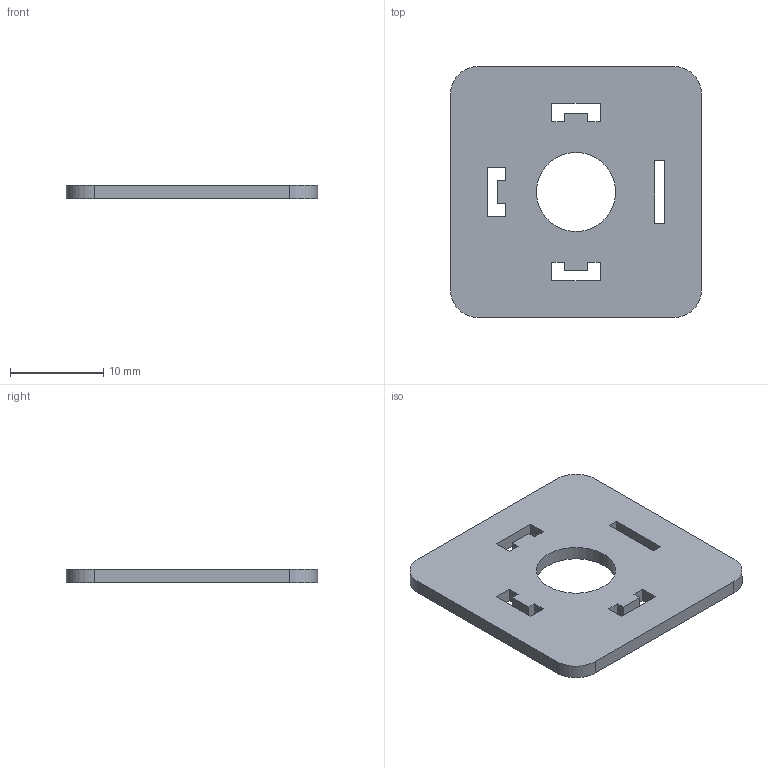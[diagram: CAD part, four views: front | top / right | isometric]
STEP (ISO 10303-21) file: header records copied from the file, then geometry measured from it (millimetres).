
FILE_DESCRIPTION(/* description */ (''),/* implementation_level */ '2;1');
FILE_NAME(/* name */ '16 8085 000 001_01-Dichtung.stp',/* time_stamp */ '2019-10-07T08:13:57+02:00',/* author */ (''),/* organization */ (''),/* preprocessor_version */ 'ST-DEVELOPER v16',/* originating_system */ 'SIEMENS PLM Software NX 11.0',/* authorisation */ '');
FILE_SCHEMA (('AUTOMOTIVE_DESIGN { 1 0 10303 214 3 1 1 1 }'));
Length unit declared in the file: millimetre
Products named in the file (1): rhen148CE532zq8y
Bounding box: 27 x 27 x 1.5 mm (x, y, z)
Volume: 949.1 mm3; surface area: 1556 mm2
Topology: 1 solids, 1 shells, 39 faces, 111 edges, 74 vertices
Faces by surface type: plane 34, cylinder 5
Full cylindrical faces by diameter (mm): 8.5 x1
Entity records: 1302 total; most frequent: CARTESIAN_POINT 224, ORIENTED_EDGE 220, DIRECTION 200, EDGE_CURVE 110, LINE 100, VECTOR 100, VERTEX_POINT 74, EDGE_LOOP 50
